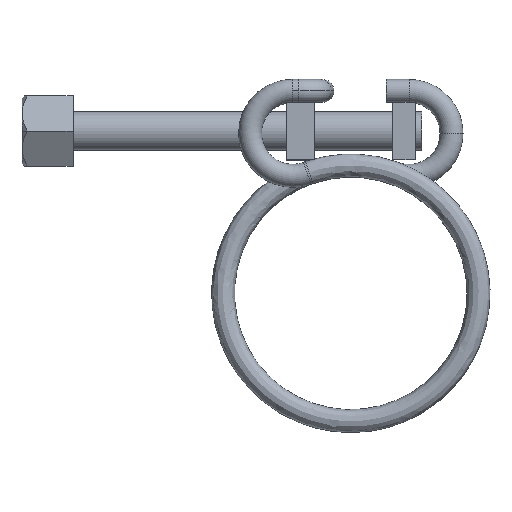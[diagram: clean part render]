
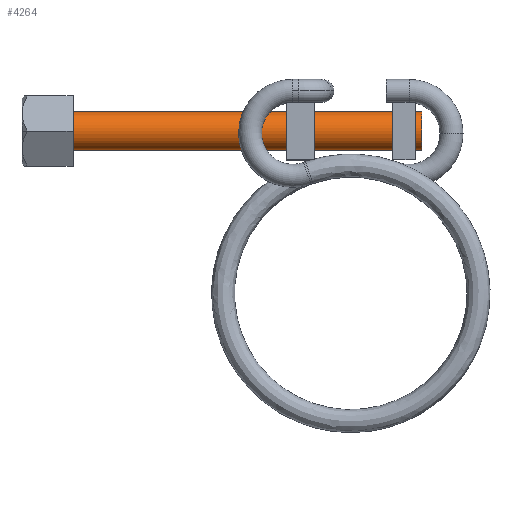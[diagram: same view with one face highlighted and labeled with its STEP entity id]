
A CAD part, top view. The second image highlights one B-rep face of the part: STEP entity #4264.
In plain terms, the highlighted cylindrical face has radius 1.5 mm (diameter 3 mm), a partial arc.
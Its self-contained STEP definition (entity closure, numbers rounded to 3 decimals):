
#209 = DIRECTION ( 'NONE',  ( 1., 0., 0. ) ) ;
#549 = VERTEX_POINT ( 'NONE', #729 ) ;
#593 = DIRECTION ( 'NONE',  ( 1., 0., 0. ) ) ;
#605 = AXIS2_PLACEMENT_3D ( 'NONE', #3438, #593, #5435 ) ;
#637 = CYLINDRICAL_SURFACE ( 'NONE', #3441, 1.5 ) ;
#729 = CARTESIAN_POINT ( 'NONE',  ( -21.742, 14.2, 0. ) ) ;
#731 = FACE_OUTER_BOUND ( 'NONE', #3086, .T. ) ;
#827 = CARTESIAN_POINT ( 'NONE',  ( 5.558, 12.7, 0. ) ) ;
#1251 = VERTEX_POINT ( 'NONE', #6709 ) ;
#1492 = CARTESIAN_POINT ( 'NONE',  ( 5.558, 11.2, 0. ) ) ;
#1655 = ORIENTED_EDGE ( 'NONE', *, *, #7479, .T. ) ;
#1846 = EDGE_CURVE ( 'NONE', #1251, #3293, #8860, .T. ) ;
#2264 = DIRECTION ( 'NONE',  ( -1., 0., 0. ) ) ;
#2942 = LINE ( 'NONE', #8307, #4597 ) ;
#3086 = EDGE_LOOP ( 'NONE', ( #7168, #4617, #1655, #8223 ) ) ;
#3293 = VERTEX_POINT ( 'NONE', #6197 ) ;
#3438 = CARTESIAN_POINT ( 'NONE',  ( -21.742, 12.7, 0. ) ) ;
#3441 = AXIS2_PLACEMENT_3D ( 'NONE', #4751, #6175, #6215 ) ;
#3668 = DIRECTION ( 'NONE',  ( 0., 1., 0. ) ) ;
#3766 = CARTESIAN_POINT ( 'NONE',  ( 5.558, 14.2, 0. ) ) ;
#3864 = CIRCLE ( 'NONE', #7986, 1.5 ) ;
#3929 = EDGE_CURVE ( 'NONE', #4978, #549, #2942, .T. ) ;
#4264 = ADVANCED_FACE ( 'NONE', ( #731 ), #637, .T. ) ;
#4597 = VECTOR ( 'NONE', #2264, 1000. ) ;
#4617 = ORIENTED_EDGE ( 'NONE', *, *, #3929, .T. ) ;
#4751 = CARTESIAN_POINT ( 'NONE',  ( 5.558, 12.7, 0. ) ) ;
#4978 = VERTEX_POINT ( 'NONE', #3766 ) ;
#5006 = VECTOR ( 'NONE', #6258, 1000. ) ;
#5090 = CIRCLE ( 'NONE', #605, 1.5 ) ;
#5435 = DIRECTION ( 'NONE',  ( 0., 1., 0. ) ) ;
#6175 = DIRECTION ( 'NONE',  ( -1., 0., 0. ) ) ;
#6197 = CARTESIAN_POINT ( 'NONE',  ( -21.742, 11.2, 0. ) ) ;
#6215 = DIRECTION ( 'NONE',  ( 0., -1., 0. ) ) ;
#6258 = DIRECTION ( 'NONE',  ( -1., 0., 0. ) ) ;
#6709 = CARTESIAN_POINT ( 'NONE',  ( 5.558, 11.2, 0. ) ) ;
#7168 = ORIENTED_EDGE ( 'NONE', *, *, #8372, .F. ) ;
#7479 = EDGE_CURVE ( 'NONE', #549, #3293, #5090, .T. ) ;
#7986 = AXIS2_PLACEMENT_3D ( 'NONE', #827, #209, #3668 ) ;
#8223 = ORIENTED_EDGE ( 'NONE', *, *, #1846, .F. ) ;
#8307 = CARTESIAN_POINT ( 'NONE',  ( 5.558, 14.2, 0. ) ) ;
#8372 = EDGE_CURVE ( 'NONE', #4978, #1251, #3864, .T. ) ;
#8860 = LINE ( 'NONE', #1492, #5006 ) ;
